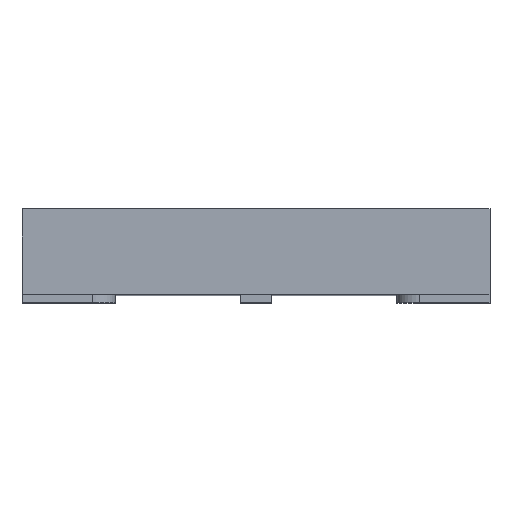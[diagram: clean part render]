
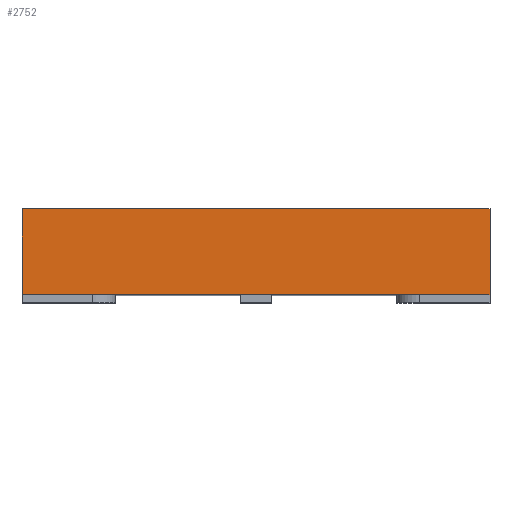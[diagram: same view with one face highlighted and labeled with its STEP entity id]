
A CAD part, top view. The second image highlights one B-rep face of the part: STEP entity #2752.
In plain terms, the highlighted planar face has unit normal (0, 0, 1).
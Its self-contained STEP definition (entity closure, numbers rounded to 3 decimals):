
#43 = CARTESIAN_POINT ( 'NONE',  ( 1.5, 6.2, 2. ) ) ;
#93 = CARTESIAN_POINT ( 'NONE',  ( -1.5, 0.05, 2. ) ) ;
#170 = EDGE_CURVE ( 'NONE', #964, #516, #1825, .T. ) ;
#201 = CARTESIAN_POINT ( 'NONE',  ( -1.5, 6.2, 2. ) ) ;
#296 = CARTESIAN_POINT ( 'NONE',  ( 1.5, 0.6, 2. ) ) ;
#449 = FACE_OUTER_BOUND ( 'NONE', #2793, .T. ) ;
#487 = EDGE_CURVE ( 'NONE', #2967, #964, #2373, .T. ) ;
#516 = VERTEX_POINT ( 'NONE', #2719 ) ;
#523 = ORIENTED_EDGE ( 'NONE', *, *, #487, .F. ) ;
#541 = CARTESIAN_POINT ( 'NONE',  ( 1.5, 6.2, 2. ) ) ;
#964 = VERTEX_POINT ( 'NONE', #296 ) ;
#1030 = VERTEX_POINT ( 'NONE', #93 ) ;
#1238 = EDGE_CURVE ( 'NONE', #2967, #1030, #1929, .T. ) ;
#1298 = PLANE ( 'NONE',  #2004 ) ;
#1304 = DIRECTION ( 'NONE',  ( 1., 0., 0. ) ) ;
#1443 = EDGE_CURVE ( 'NONE', #1030, #516, #2840, .T. ) ;
#1447 = ORIENTED_EDGE ( 'NONE', *, *, #1443, .T. ) ;
#1467 = DIRECTION ( 'NONE',  ( 0., -1., 0. ) ) ;
#1543 = CARTESIAN_POINT ( 'NONE',  ( 1.5, 0.05, 2. ) ) ;
#1654 = CARTESIAN_POINT ( 'NONE',  ( -1.5, 0.6, 2. ) ) ;
#1713 = VECTOR ( 'NONE', #3027, 1000. ) ;
#1757 = VECTOR ( 'NONE', #2569, 1000. ) ;
#1825 = LINE ( 'NONE', #43, #1757 ) ;
#1929 = LINE ( 'NONE', #201, #2163 ) ;
#1999 = CARTESIAN_POINT ( 'NONE',  ( 1.5, 0.6, 2. ) ) ;
#2004 = AXIS2_PLACEMENT_3D ( 'NONE', #541, #2093, #2603 ) ;
#2093 = DIRECTION ( 'NONE',  ( 0., 0., -1. ) ) ;
#2163 = VECTOR ( 'NONE', #1467, 1000. ) ;
#2373 = LINE ( 'NONE', #1999, #1713 ) ;
#2569 = DIRECTION ( 'NONE',  ( 0., -1., 0. ) ) ;
#2603 = DIRECTION ( 'NONE',  ( -1., 0., 0. ) ) ;
#2668 = VECTOR ( 'NONE', #1304, 1000. ) ;
#2719 = CARTESIAN_POINT ( 'NONE',  ( 1.5, 0.05, 2. ) ) ;
#2752 = ADVANCED_FACE ( 'NONE', ( #449 ), #1298, .F. ) ;
#2793 = EDGE_LOOP ( 'NONE', ( #523, #3158, #1447, #2859 ) ) ;
#2840 = LINE ( 'NONE', #1543, #2668 ) ;
#2859 = ORIENTED_EDGE ( 'NONE', *, *, #170, .F. ) ;
#2967 = VERTEX_POINT ( 'NONE', #1654 ) ;
#3027 = DIRECTION ( 'NONE',  ( 1., 0., 0. ) ) ;
#3158 = ORIENTED_EDGE ( 'NONE', *, *, #1238, .T. ) ;
